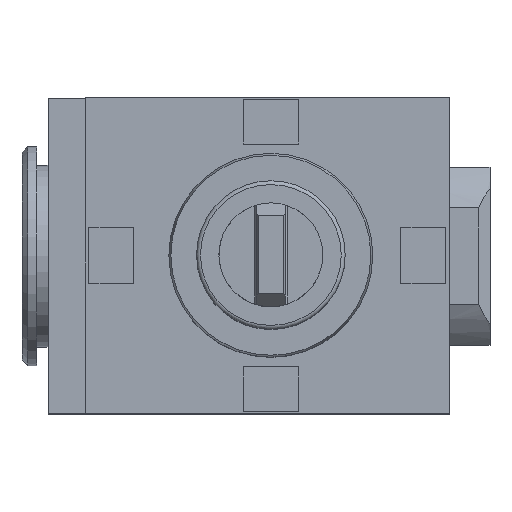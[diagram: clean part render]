
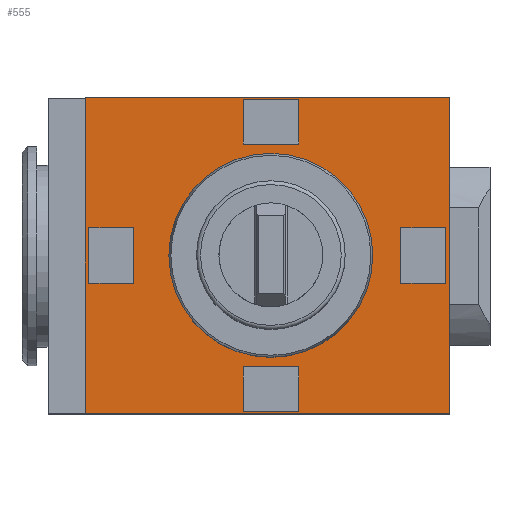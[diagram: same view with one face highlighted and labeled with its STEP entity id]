
A CAD part, top view. The second image highlights one B-rep face of the part: STEP entity #555.
In plain terms, the highlighted planar face has unit normal (0, 0, 1).
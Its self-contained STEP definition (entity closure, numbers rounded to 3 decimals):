
#47=LINE('',#2675,#197);
#48=LINE('',#2678,#198);
#49=LINE('',#2680,#199);
#50=LINE('',#2682,#200);
#51=LINE('',#2683,#201);
#52=LINE('',#2686,#202);
#53=LINE('',#2688,#203);
#54=LINE('',#2690,#204);
#55=LINE('',#2691,#205);
#56=LINE('',#2694,#206);
#57=LINE('',#2696,#207);
#58=LINE('',#2698,#208);
#59=LINE('',#2699,#209);
#60=LINE('',#2702,#210);
#61=LINE('',#2704,#211);
#62=LINE('',#2706,#212);
#63=LINE('',#2707,#213);
#64=LINE('',#2710,#214);
#65=LINE('',#2712,#215);
#66=LINE('',#2714,#216);
#197=VECTOR('',#1866,1.);
#198=VECTOR('',#1867,1.);
#199=VECTOR('',#1868,1.);
#200=VECTOR('',#1869,1.);
#201=VECTOR('',#1870,1.);
#202=VECTOR('',#1871,1.);
#203=VECTOR('',#1872,1.);
#204=VECTOR('',#1873,1.);
#205=VECTOR('',#1874,1.);
#206=VECTOR('',#1875,1.);
#207=VECTOR('',#1876,1.);
#208=VECTOR('',#1877,1.);
#209=VECTOR('',#1878,1.);
#210=VECTOR('',#1879,1.);
#211=VECTOR('',#1880,1.);
#212=VECTOR('',#1881,1.);
#213=VECTOR('',#1882,1.);
#214=VECTOR('',#1883,1.);
#215=VECTOR('',#1884,1.);
#216=VECTOR('',#1885,1.);
#439=PLANE('',#1698);
#510=CIRCLE('',#1697,27.45);
#555=ADVANCED_FACE('',(#655,#656,#657,#658,#659,#660),#439,.T.);
#655=FACE_BOUND('',#716,.T.);
#656=FACE_BOUND('',#717,.T.);
#657=FACE_BOUND('',#718,.T.);
#658=FACE_BOUND('',#719,.T.);
#659=FACE_BOUND('',#720,.T.);
#660=FACE_BOUND('',#721,.T.);
#716=EDGE_LOOP('',(#877));
#717=EDGE_LOOP('',(#878,#879,#880,#881));
#718=EDGE_LOOP('',(#882,#883,#884,#885));
#719=EDGE_LOOP('',(#886,#887,#888,#889));
#720=EDGE_LOOP('',(#890,#891,#892,#893));
#721=EDGE_LOOP('',(#894,#895,#896,#897));
#877=ORIENTED_EDGE('',*,*,#1448,.F.);
#878=ORIENTED_EDGE('',*,*,#1449,.F.);
#879=ORIENTED_EDGE('',*,*,#1450,.F.);
#880=ORIENTED_EDGE('',*,*,#1451,.F.);
#881=ORIENTED_EDGE('',*,*,#1452,.F.);
#882=ORIENTED_EDGE('',*,*,#1453,.F.);
#883=ORIENTED_EDGE('',*,*,#1454,.F.);
#884=ORIENTED_EDGE('',*,*,#1455,.F.);
#885=ORIENTED_EDGE('',*,*,#1456,.F.);
#886=ORIENTED_EDGE('',*,*,#1457,.F.);
#887=ORIENTED_EDGE('',*,*,#1458,.F.);
#888=ORIENTED_EDGE('',*,*,#1459,.T.);
#889=ORIENTED_EDGE('',*,*,#1460,.T.);
#890=ORIENTED_EDGE('',*,*,#1461,.F.);
#891=ORIENTED_EDGE('',*,*,#1462,.F.);
#892=ORIENTED_EDGE('',*,*,#1463,.F.);
#893=ORIENTED_EDGE('',*,*,#1464,.F.);
#894=ORIENTED_EDGE('',*,*,#1465,.F.);
#895=ORIENTED_EDGE('',*,*,#1466,.F.);
#896=ORIENTED_EDGE('',*,*,#1467,.F.);
#897=ORIENTED_EDGE('',*,*,#1468,.F.);
#1293=VERTEX_POINT('',#2674);
#1294=VERTEX_POINT('',#2676);
#1295=VERTEX_POINT('',#2677);
#1296=VERTEX_POINT('',#2679);
#1297=VERTEX_POINT('',#2681);
#1298=VERTEX_POINT('',#2684);
#1299=VERTEX_POINT('',#2685);
#1300=VERTEX_POINT('',#2687);
#1301=VERTEX_POINT('',#2689);
#1302=VERTEX_POINT('',#2692);
#1303=VERTEX_POINT('',#2693);
#1304=VERTEX_POINT('',#2695);
#1305=VERTEX_POINT('',#2697);
#1306=VERTEX_POINT('',#2700);
#1307=VERTEX_POINT('',#2701);
#1308=VERTEX_POINT('',#2703);
#1309=VERTEX_POINT('',#2705);
#1310=VERTEX_POINT('',#2708);
#1311=VERTEX_POINT('',#2709);
#1312=VERTEX_POINT('',#2711);
#1313=VERTEX_POINT('',#2713);
#1448=EDGE_CURVE('',#1293,#1293,#510,.T.);
#1449=EDGE_CURVE('',#1294,#1295,#47,.T.);
#1450=EDGE_CURVE('',#1296,#1294,#48,.T.);
#1451=EDGE_CURVE('',#1297,#1296,#49,.T.);
#1452=EDGE_CURVE('',#1295,#1297,#50,.T.);
#1453=EDGE_CURVE('',#1298,#1299,#51,.T.);
#1454=EDGE_CURVE('',#1300,#1298,#52,.T.);
#1455=EDGE_CURVE('',#1301,#1300,#53,.T.);
#1456=EDGE_CURVE('',#1299,#1301,#54,.T.);
#1457=EDGE_CURVE('',#1302,#1303,#55,.T.);
#1458=EDGE_CURVE('',#1304,#1302,#56,.T.);
#1459=EDGE_CURVE('',#1304,#1305,#57,.T.);
#1460=EDGE_CURVE('',#1305,#1303,#58,.T.);
#1461=EDGE_CURVE('',#1306,#1307,#59,.T.);
#1462=EDGE_CURVE('',#1308,#1306,#60,.T.);
#1463=EDGE_CURVE('',#1309,#1308,#61,.T.);
#1464=EDGE_CURVE('',#1307,#1309,#62,.T.);
#1465=EDGE_CURVE('',#1310,#1311,#63,.T.);
#1466=EDGE_CURVE('',#1312,#1310,#64,.T.);
#1467=EDGE_CURVE('',#1313,#1312,#65,.T.);
#1468=EDGE_CURVE('',#1311,#1313,#66,.T.);
#1697=AXIS2_PLACEMENT_3D('',#2673,#1864,#1865);
#1698=AXIS2_PLACEMENT_3D('',#2715,#1886,#1887);
#1864=DIRECTION('',(0.,0.,1.));
#1865=DIRECTION('',(1.,0.,0.));
#1866=DIRECTION('',(0.,1.,0.));
#1867=DIRECTION('',(1.,0.,0.));
#1868=DIRECTION('',(0.,-1.,0.));
#1869=DIRECTION('',(-1.,0.,0.));
#1870=DIRECTION('',(0.,1.,0.));
#1871=DIRECTION('',(1.,0.,0.));
#1872=DIRECTION('',(0.,-1.,0.));
#1873=DIRECTION('',(-1.,0.,0.));
#1874=DIRECTION('',(1.,0.,0.));
#1875=DIRECTION('',(0.,1.,0.));
#1876=DIRECTION('',(1.,0.,0.));
#1877=DIRECTION('',(0.,1.,0.));
#1878=DIRECTION('',(-1.,0.,0.));
#1879=DIRECTION('',(0.,1.,0.));
#1880=DIRECTION('',(1.,0.,0.));
#1881=DIRECTION('',(0.,-1.,0.));
#1882=DIRECTION('',(-1.,0.,0.));
#1883=DIRECTION('',(0.,1.,0.));
#1884=DIRECTION('',(1.,0.,0.));
#1885=DIRECTION('',(0.,-1.,0.));
#1886=DIRECTION('',(0.,0.,1.));
#1887=DIRECTION('',(1.,0.,0.));
#2673=CARTESIAN_POINT('',(0.,0.,0.));
#2674=CARTESIAN_POINT('',(27.45,0.,0.));
#2675=CARTESIAN_POINT('',(7.483,-42.,0.));
#2676=CARTESIAN_POINT('',(7.483,-42.,0.));
#2677=CARTESIAN_POINT('',(7.483,-30.,0.));
#2678=CARTESIAN_POINT('',(7.483,-42.,0.));
#2679=CARTESIAN_POINT('',(-7.483,-42.,0.));
#2680=CARTESIAN_POINT('',(-7.483,-30.,0.));
#2681=CARTESIAN_POINT('',(-7.483,-30.,0.));
#2682=CARTESIAN_POINT('',(-7.483,-30.,0.));
#2683=CARTESIAN_POINT('',(7.483,30.,0.));
#2684=CARTESIAN_POINT('',(7.483,30.,0.));
#2685=CARTESIAN_POINT('',(7.483,42.,0.));
#2686=CARTESIAN_POINT('',(7.483,30.,0.));
#2687=CARTESIAN_POINT('',(-7.483,30.,0.));
#2688=CARTESIAN_POINT('',(-7.483,42.,0.));
#2689=CARTESIAN_POINT('',(-7.483,42.,0.));
#2690=CARTESIAN_POINT('',(-7.483,42.,0.));
#2691=CARTESIAN_POINT('',(-50.,42.5,0.));
#2692=CARTESIAN_POINT('',(-50.,42.5,0.));
#2693=CARTESIAN_POINT('',(48.,42.5,0.));
#2694=CARTESIAN_POINT('',(-50.,-42.5,0.));
#2695=CARTESIAN_POINT('',(-50.,-42.5,0.));
#2696=CARTESIAN_POINT('',(-50.,-42.5,0.));
#2697=CARTESIAN_POINT('',(48.,-42.5,0.));
#2698=CARTESIAN_POINT('',(48.,-42.5,0.));
#2699=CARTESIAN_POINT('',(47.,7.483,0.));
#2700=CARTESIAN_POINT('',(47.,7.483,0.));
#2701=CARTESIAN_POINT('',(35.,7.483,0.));
#2702=CARTESIAN_POINT('',(47.,7.483,0.));
#2703=CARTESIAN_POINT('',(47.,-7.483,0.));
#2704=CARTESIAN_POINT('',(35.,-7.483,0.));
#2705=CARTESIAN_POINT('',(35.,-7.483,0.));
#2706=CARTESIAN_POINT('',(35.,-7.483,0.));
#2707=CARTESIAN_POINT('',(-37.,7.483,0.));
#2708=CARTESIAN_POINT('',(-37.,7.483,0.));
#2709=CARTESIAN_POINT('',(-49.,7.483,0.));
#2710=CARTESIAN_POINT('',(-37.,7.483,0.));
#2711=CARTESIAN_POINT('',(-37.,-7.483,0.));
#2712=CARTESIAN_POINT('',(-49.,-7.483,0.));
#2713=CARTESIAN_POINT('',(-49.,-7.483,0.));
#2714=CARTESIAN_POINT('',(-49.,-7.483,0.));
#2715=CARTESIAN_POINT('',(-50.,-42.5,0.));
